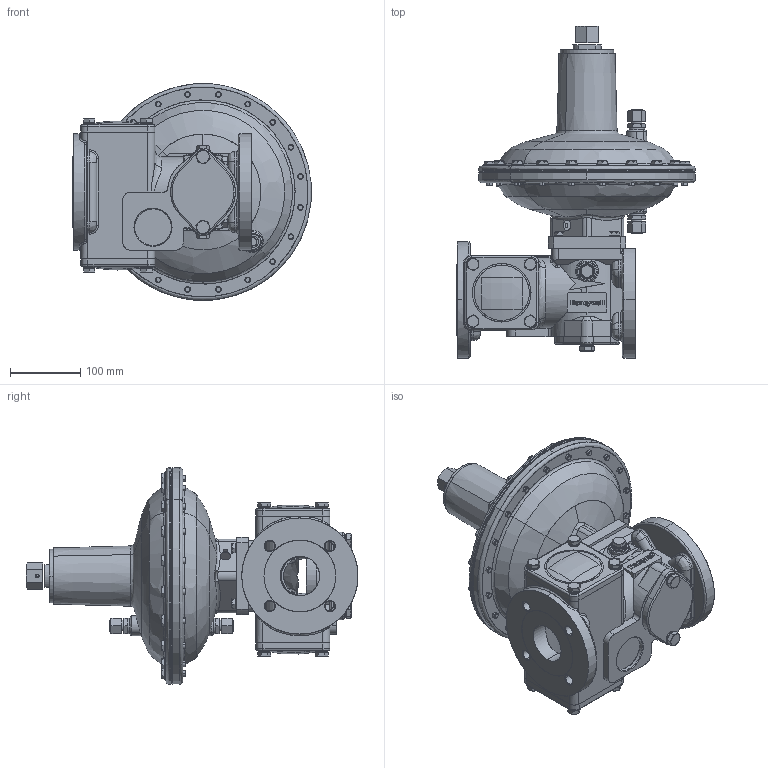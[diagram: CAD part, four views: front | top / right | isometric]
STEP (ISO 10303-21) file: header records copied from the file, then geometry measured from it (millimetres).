
FILE_DESCRIPTION (( 'STEP AP214' ), '1' );
FILE_NAME ('MB_HON370_50_RE1_o_SAV_-_.STEP', '2017-03-15T10:04:09', ( '' ), ( '' ), 'SwSTEP 2.0', 'SolidWorks 2015', '' );
FILE_SCHEMA (( 'AUTOMOTIVE_DESIGN' ));
Length unit declared in the file: millimetre
Products named in the file (1): MB_HON370_50_RE1_o_SAV_-_
Bounding box: 338.76 x 471.52 x 308 mm (x, y, z)
Surface area: 596676.9 mm2 (no closed solid volume)
Topology: 0 solids, 1310 shells, 1763 faces, 7195 edges, 6757 vertices
Faces by surface type: plane 647, cylinder 456, cone 372, bspline 288
Entity records: 152554 total; most frequent: CARTESIAN_POINT 99088, DIRECTION 9318, ORIENTED_EDGE 8191, EDGE_CURVE 7190, VERTEX_POINT 6757, AXIS2_PLACEMENT_3D 3265, LINE 2788, VECTOR 2788
